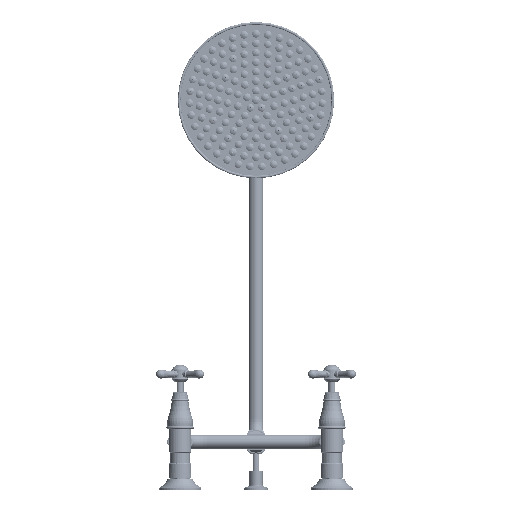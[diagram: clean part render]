
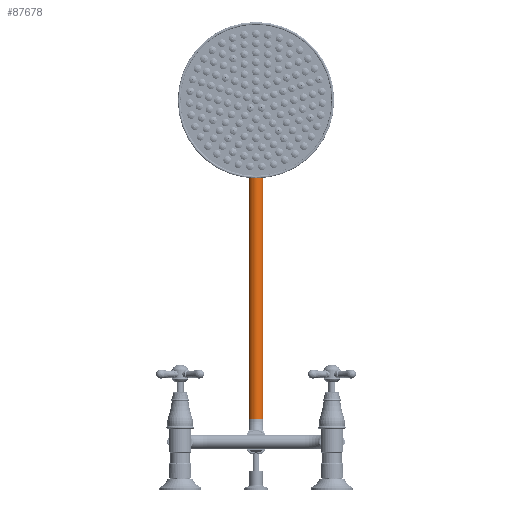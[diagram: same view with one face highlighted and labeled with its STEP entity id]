
A CAD part, front view. The second image highlights one B-rep face of the part: STEP entity #87678.
In plain terms, the highlighted cylindrical face has radius 9.5 mm (diameter 19 mm), a partial arc.
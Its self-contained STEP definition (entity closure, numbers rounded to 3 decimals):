
#721 = DIRECTION ( 'NONE',  ( -1., 0., 0. ) ) ;
#1134 = ORIENTED_EDGE ( 'NONE', *, *, #77502, .F. ) ;
#5813 = CIRCLE ( 'NONE', #94388, 9.5 ) ;
#12676 = VERTEX_POINT ( 'NONE', #30064 ) ;
#13462 = CIRCLE ( 'NONE', #104575, 9.5 ) ;
#13600 = CARTESIAN_POINT ( 'NONE',  ( -195., 74., 9.5 ) ) ;
#14755 = CYLINDRICAL_SURFACE ( 'NONE', #16631, 9.5 ) ;
#14800 = CARTESIAN_POINT ( 'NONE',  ( 195., 74., 0. ) ) ;
#15466 = DIRECTION ( 'NONE',  ( -1., 0., 0. ) ) ;
#16631 = AXIS2_PLACEMENT_3D ( 'NONE', #64515, #100394, #102013 ) ;
#17287 = CARTESIAN_POINT ( 'NONE',  ( 195., 74., 0. ) ) ;
#17451 = EDGE_CURVE ( 'NONE', #19565, #113259, #90695, .T. ) ;
#19565 = VERTEX_POINT ( 'NONE', #149004 ) ;
#30064 = CARTESIAN_POINT ( 'NONE',  ( 195., 74., -9.5 ) ) ;
#33461 = VECTOR ( 'NONE', #15466, 1000. ) ;
#39476 = EDGE_CURVE ( 'NONE', #157430, #113259, #140212, .T. ) ;
#46962 = DIRECTION ( 'NONE',  ( -1., 0., 0. ) ) ;
#49734 = DIRECTION ( 'NONE',  ( 0., 0., 1. ) ) ;
#50915 = CIRCLE ( 'NONE', #144531, 9.5 ) ;
#51523 = EDGE_CURVE ( 'NONE', #150440, #157430, #5813, .T. ) ;
#56294 = CARTESIAN_POINT ( 'NONE',  ( -195., 74., 0. ) ) ;
#58901 = EDGE_CURVE ( 'NONE', #87571, #19565, #13462, .T. ) ;
#64515 = CARTESIAN_POINT ( 'NONE',  ( 195., 74., 0. ) ) ;
#64563 = DIRECTION ( 'NONE',  ( -1., 0., 0. ) ) ;
#66340 = EDGE_LOOP ( 'NONE', ( #1134, #109587, #147943, #125388, #147091, #108289 ) ) ;
#67051 = DIRECTION ( 'NONE',  ( -1., 0., 0. ) ) ;
#73003 = CARTESIAN_POINT ( 'NONE',  ( -195., 74., 0. ) ) ;
#77502 = EDGE_CURVE ( 'NONE', #12676, #87571, #97735, .T. ) ;
#80072 = DIRECTION ( 'NONE',  ( 0., 0., 1. ) ) ;
#81447 = CARTESIAN_POINT ( 'NONE',  ( 195., 74., 9.5 ) ) ;
#82009 = VECTOR ( 'NONE', #119810, 1000. ) ;
#87571 = VERTEX_POINT ( 'NONE', #90552 ) ;
#87678 = ADVANCED_FACE ( 'NONE', ( #128078 ), #14755, .T. ) ;
#89897 = CARTESIAN_POINT ( 'NONE',  ( 195., 64.5, 0. ) ) ;
#90552 = CARTESIAN_POINT ( 'NONE',  ( -195., 74., -9.5 ) ) ;
#90695 = CIRCLE ( 'NONE', #119315, 9.5 ) ;
#92746 = EDGE_CURVE ( 'NONE', #12676, #150440, #50915, .T. ) ;
#94388 = AXIS2_PLACEMENT_3D ( 'NONE', #17287, #67051, #80072 ) ;
#97735 = LINE ( 'NONE', #145856, #82009 ) ;
#100394 = DIRECTION ( 'NONE',  ( -1., 0., 0. ) ) ;
#102013 = DIRECTION ( 'NONE',  ( 0., 0., 1. ) ) ;
#104425 = DIRECTION ( 'NONE',  ( 0., 0., 1. ) ) ;
#104575 = AXIS2_PLACEMENT_3D ( 'NONE', #56294, #721, #49734 ) ;
#105684 = CARTESIAN_POINT ( 'NONE',  ( 195., 74., 9.5 ) ) ;
#108289 = ORIENTED_EDGE ( 'NONE', *, *, #58901, .F. ) ;
#109587 = ORIENTED_EDGE ( 'NONE', *, *, #92746, .T. ) ;
#113259 = VERTEX_POINT ( 'NONE', #13600 ) ;
#119315 = AXIS2_PLACEMENT_3D ( 'NONE', #73003, #46962, #137400 ) ;
#119810 = DIRECTION ( 'NONE',  ( -1., 0., 0. ) ) ;
#125388 = ORIENTED_EDGE ( 'NONE', *, *, #39476, .T. ) ;
#128078 = FACE_OUTER_BOUND ( 'NONE', #66340, .T. ) ;
#137400 = DIRECTION ( 'NONE',  ( 0., 0., 1. ) ) ;
#140212 = LINE ( 'NONE', #81447, #33461 ) ;
#144531 = AXIS2_PLACEMENT_3D ( 'NONE', #14800, #64563, #104425 ) ;
#145856 = CARTESIAN_POINT ( 'NONE',  ( 195., 74., -9.5 ) ) ;
#147091 = ORIENTED_EDGE ( 'NONE', *, *, #17451, .F. ) ;
#147943 = ORIENTED_EDGE ( 'NONE', *, *, #51523, .T. ) ;
#149004 = CARTESIAN_POINT ( 'NONE',  ( -195., 64.5, 0. ) ) ;
#150440 = VERTEX_POINT ( 'NONE', #89897 ) ;
#157430 = VERTEX_POINT ( 'NONE', #105684 ) ;
